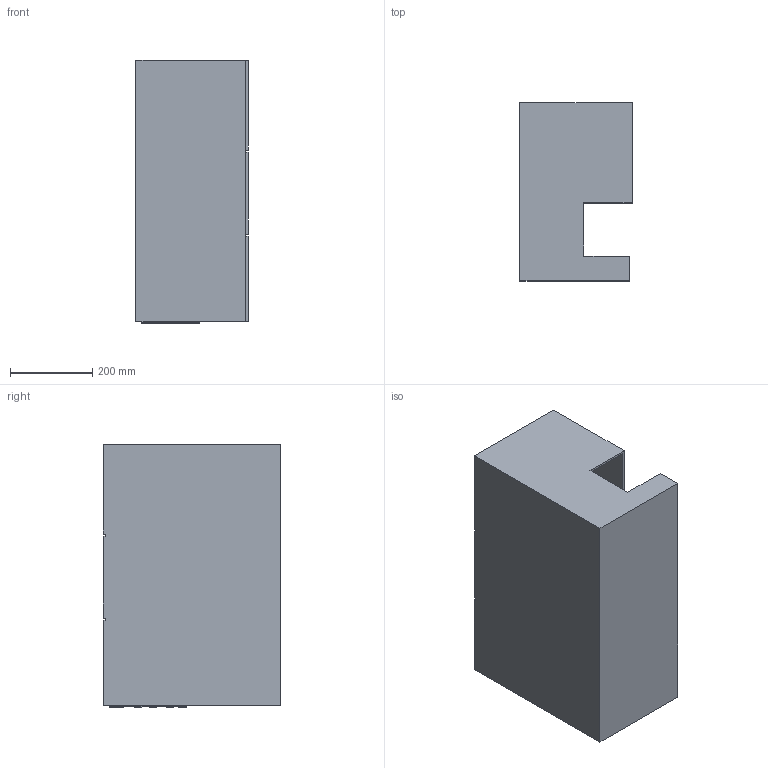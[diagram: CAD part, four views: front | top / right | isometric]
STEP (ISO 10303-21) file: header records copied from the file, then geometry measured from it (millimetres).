
FILE_DESCRIPTION(('FreeCAD Model'),'2;1');
FILE_NAME('Open CASCADE Shape Model','2025-04-29T06:46:48',('FreeCAD'),( 'FreeCAD'),'Open CASCADE STEP processor 7.6','FreeCAD','Unknown');
FILE_SCHEMA(('AUTOMOTIVE_DESIGN { 1 0 10303 214 1 1 1 1 }'));
Length unit declared in the file: millimetre
Products named in the file (1): Open CASCADE STEP translator 7.6 1
Bounding box: 272.77 x 432.26 x 642.09 mm (x, y, z)
Volume: 7726134.6 mm3; surface area: 2780915.6 mm2
Topology: 12 solids, 12 shells, 381 faces, 968 edges, 644 vertices
Faces by surface type: bspline 381
Entity records: 15126 total; most frequent: CARTESIAN_POINT 9041, ORIENTED_EDGE 1936, EDGE_CURVE 968, B_SPLINE_CURVE_WITH_KNOTS 912, VERTEX_POINT 644, FACE_BOUND 426, EDGE_LOOP 426, ADVANCED_FACE 381
